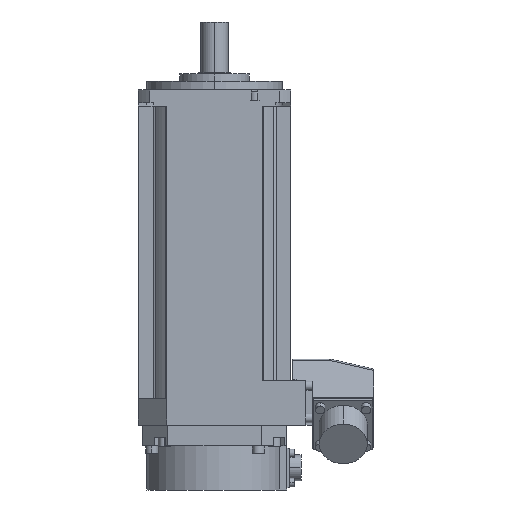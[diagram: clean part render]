
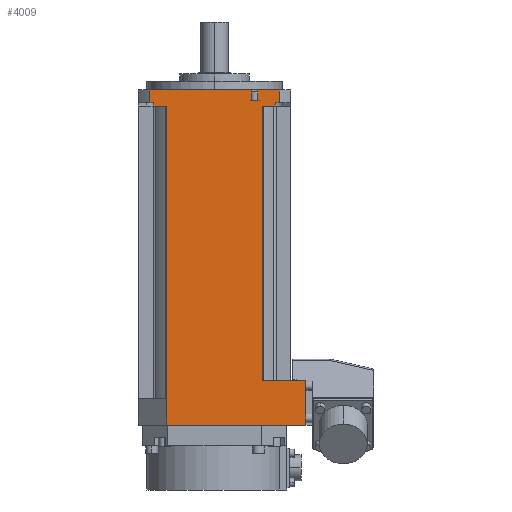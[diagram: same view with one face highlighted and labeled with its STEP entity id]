
A CAD part, left-side view. The second image highlights one B-rep face of the part: STEP entity #4009.
In plain terms, the highlighted planar face has unit normal (-1, 0, 0).
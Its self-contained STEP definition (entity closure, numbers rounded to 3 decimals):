
#112=DIRECTION('',(0.,-1.,0.));
#113=VECTOR('',#112,25.8);
#114=CARTESIAN_POINT('',(-45.,-28.,-171.));
#115=LINE('',#114,#113);
#116=DIRECTION('',(0.,0.,-1.));
#117=VECTOR('',#116,26.3);
#118=CARTESIAN_POINT('',(-45.,-53.8,-171.));
#119=LINE('',#118,#117);
#120=DIRECTION('',(0.,1.,0.));
#121=VECTOR('',#120,81.8);
#122=CARTESIAN_POINT('',(-45.,-53.8,-197.3));
#123=LINE('',#122,#121);
#124=DIRECTION('',(0.,-1.,0.));
#125=VECTOR('',#124,59.884);
#126=CARTESIAN_POINT('',(-45.,38.158,0.));
#127=LINE('',#126,#125);
#128=DIRECTION('',(0.,0.,-1.));
#129=VECTOR('',#128,6.);
#130=CARTESIAN_POINT('',(-45.,-21.727,0.));
#131=LINE('',#130,#129);
#132=DIRECTION('',(0.,0.,1.));
#133=VECTOR('',#132,6.);
#134=CARTESIAN_POINT('',(-45.,-25.523,-6.));
#135=LINE('',#134,#133);
#136=DIRECTION('',(0.,-1.,0.));
#137=VECTOR('',#136,12.634);
#138=CARTESIAN_POINT('',(-45.,-25.523,0.));
#139=LINE('',#138,#137);
#2072=DIRECTION('',(0.,0.,-1.));
#2073=VECTOR('',#2072,7.5);
#2074=CARTESIAN_POINT('',(-45.,38.158,0.));
#2075=LINE('',#2074,#2073);
#2089=DIRECTION('',(0.,-1.,0.));
#2090=VECTOR('',#2089,2.35);
#2091=CARTESIAN_POINT('',(-45.,38.158,-7.5));
#2092=LINE('',#2091,#2090);
#2147=DIRECTION('',(0.,0.,-1.));
#2148=VECTOR('',#2147,2.);
#2149=CARTESIAN_POINT('',(-45.,35.808,-7.5));
#2150=LINE('',#2149,#2148);
#2151=DIRECTION('',(0.,-1.,0.));
#2152=VECTOR('',#2151,7.808);
#2153=CARTESIAN_POINT('',(-45.,35.808,-9.5));
#2154=LINE('',#2153,#2152);
#2178=DIRECTION('',(0.,0.,-1.));
#2179=VECTOR('',#2178,172.2);
#2180=CARTESIAN_POINT('',(-45.,28.,-9.5));
#2181=LINE('',#2180,#2179);
#2205=DIRECTION('',(0.,0.,-1.));
#2206=VECTOR('',#2205,15.6);
#2207=CARTESIAN_POINT('',(-45.,28.,-181.7));
#2208=LINE('',#2207,#2206);
#2344=DIRECTION('',(0.,-1.,0.));
#2345=VECTOR('',#2344,7.808);
#2346=CARTESIAN_POINT('',(-45.,-28.,-9.5));
#2347=LINE('',#2346,#2345);
#2371=DIRECTION('',(0.,0.,1.));
#2372=VECTOR('',#2371,2.);
#2373=CARTESIAN_POINT('',(-45.,-35.808,-9.5));
#2374=LINE('',#2373,#2372);
#2379=DIRECTION('',(0.,-1.,0.));
#2380=VECTOR('',#2379,2.35);
#2381=CARTESIAN_POINT('',(-45.,-35.808,-7.5));
#2382=LINE('',#2381,#2380);
#2411=DIRECTION('',(0.,0.,1.));
#2412=VECTOR('',#2411,7.5);
#2413=CARTESIAN_POINT('',(-45.,-38.158,-7.5));
#2414=LINE('',#2413,#2412);
#2454=DIRECTION('',(0.,0.,1.));
#2455=VECTOR('',#2454,161.5);
#2456=CARTESIAN_POINT('',(-45.,-28.,-171.));
#2457=LINE('',#2456,#2455);
#2511=DIRECTION('',(0.,1.,0.));
#2512=VECTOR('',#2511,3.797);
#2513=CARTESIAN_POINT('',(-45.,-25.523,-6.));
#2514=LINE('',#2513,#2512);
#2990=CARTESIAN_POINT('',(-45.,38.158,0.));
#2991=CARTESIAN_POINT('',(-45.,-21.727,0.));
#2992=VERTEX_POINT('',#2990);
#2993=VERTEX_POINT('',#2991);
#3018=CARTESIAN_POINT('',(-45.,-38.158,0.));
#3019=VERTEX_POINT('',#3018);
#3020=CARTESIAN_POINT('',(-45.,-25.523,0.));
#3021=VERTEX_POINT('',#3020);
#3038=CARTESIAN_POINT('',(-45.,-21.727,-6.));
#3039=CARTESIAN_POINT('',(-45.,-25.523,-6.));
#3040=VERTEX_POINT('',#3038);
#3041=VERTEX_POINT('',#3039);
#3042=CARTESIAN_POINT('',(-45.,35.808,-9.5));
#3043=CARTESIAN_POINT('',(-45.,28.,-9.5));
#3044=VERTEX_POINT('',#3042);
#3045=VERTEX_POINT('',#3043);
#3046=CARTESIAN_POINT('',(-45.,38.158,-7.5));
#3047=CARTESIAN_POINT('',(-45.,35.808,-7.5));
#3048=VERTEX_POINT('',#3046);
#3049=VERTEX_POINT('',#3047);
#3050=CARTESIAN_POINT('',(-45.,-35.808,-7.5));
#3051=CARTESIAN_POINT('',(-45.,-38.158,-7.5));
#3052=VERTEX_POINT('',#3050);
#3053=VERTEX_POINT('',#3051);
#3054=CARTESIAN_POINT('',(-45.,-35.808,-9.5));
#3055=VERTEX_POINT('',#3054);
#3056=CARTESIAN_POINT('',(-45.,-28.,-9.5));
#3057=VERTEX_POINT('',#3056);
#3058=CARTESIAN_POINT('',(-45.,28.,-181.7));
#3059=CARTESIAN_POINT('',(-45.,28.,-197.3));
#3060=VERTEX_POINT('',#3058);
#3061=VERTEX_POINT('',#3059);
#3184=CARTESIAN_POINT('',(-45.,-28.,-171.));
#3185=VERTEX_POINT('',#3184);
#3728=CARTESIAN_POINT('',(-45.,-53.8,-197.3));
#3729=VERTEX_POINT('',#3728);
#3730=CARTESIAN_POINT('',(-45.,-53.8,-171.));
#3731=VERTEX_POINT('',#3730);
#3968=CARTESIAN_POINT('',(-45.,-4.921,-98.65));
#3969=DIRECTION('',(1.,0.,0.));
#3970=DIRECTION('',(0.,-1.,0.));
#3971=AXIS2_PLACEMENT_3D('',#3968,#3969,#3970);
#3972=PLANE('',#3971);
#3974=ORIENTED_EDGE('',*,*,#3973,.T.);
#3976=ORIENTED_EDGE('',*,*,#3975,.T.);
#3978=ORIENTED_EDGE('',*,*,#3977,.T.);
#3980=ORIENTED_EDGE('',*,*,#3979,.F.);
#3982=ORIENTED_EDGE('',*,*,#3981,.F.);
#3984=ORIENTED_EDGE('',*,*,#3983,.F.);
#3986=ORIENTED_EDGE('',*,*,#3985,.F.);
#3988=ORIENTED_EDGE('',*,*,#3987,.F.);
#3990=ORIENTED_EDGE('',*,*,#3989,.F.);
#3991=ORIENTED_EDGE('',*,*,#3891,.T.);
#3992=ORIENTED_EDGE('',*,*,#3963,.T.);
#3994=ORIENTED_EDGE('',*,*,#3993,.F.);
#3995=ORIENTED_EDGE('',*,*,#3959,.T.);
#3996=ORIENTED_EDGE('',*,*,#3919,.T.);
#3998=ORIENTED_EDGE('',*,*,#3997,.F.);
#4000=ORIENTED_EDGE('',*,*,#3999,.F.);
#4002=ORIENTED_EDGE('',*,*,#4001,.F.);
#4004=ORIENTED_EDGE('',*,*,#4003,.F.);
#4006=ORIENTED_EDGE('',*,*,#4005,.F.);
#4007=EDGE_LOOP('',(#3974,#3976,#3978,#3980,#3982,#3984,#3986,#3988,#3990,#3991,
#3992,#3994,#3995,#3996,#3998,#4000,#4002,#4004,#4006));
#4008=FACE_OUTER_BOUND('',#4007,.F.);
#4009=ADVANCED_FACE('',(#4008),#3972,.F.);
#3891=EDGE_CURVE('',#2992,#2993,#127,.T.);
#3919=EDGE_CURVE('',#3021,#3019,#139,.T.);
#3959=EDGE_CURVE('',#3041,#3021,#135,.T.);
#3963=EDGE_CURVE('',#2993,#3040,#131,.T.);
#3973=EDGE_CURVE('',#3185,#3731,#115,.T.);
#3975=EDGE_CURVE('',#3731,#3729,#119,.T.);
#3977=EDGE_CURVE('',#3729,#3061,#123,.T.);
#3979=EDGE_CURVE('',#3060,#3061,#2208,.T.);
#3981=EDGE_CURVE('',#3045,#3060,#2181,.T.);
#3983=EDGE_CURVE('',#3044,#3045,#2154,.T.);
#3985=EDGE_CURVE('',#3049,#3044,#2150,.T.);
#3987=EDGE_CURVE('',#3048,#3049,#2092,.T.);
#3989=EDGE_CURVE('',#2992,#3048,#2075,.T.);
#3993=EDGE_CURVE('',#3041,#3040,#2514,.T.);
#3997=EDGE_CURVE('',#3053,#3019,#2414,.T.);
#3999=EDGE_CURVE('',#3052,#3053,#2382,.T.);
#4001=EDGE_CURVE('',#3055,#3052,#2374,.T.);
#4003=EDGE_CURVE('',#3057,#3055,#2347,.T.);
#4005=EDGE_CURVE('',#3185,#3057,#2457,.T.);
